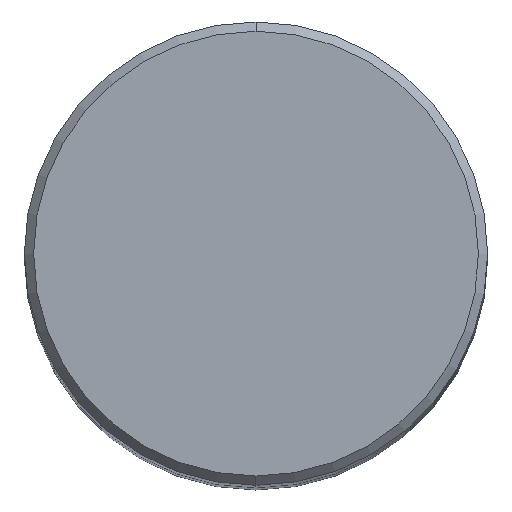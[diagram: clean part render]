
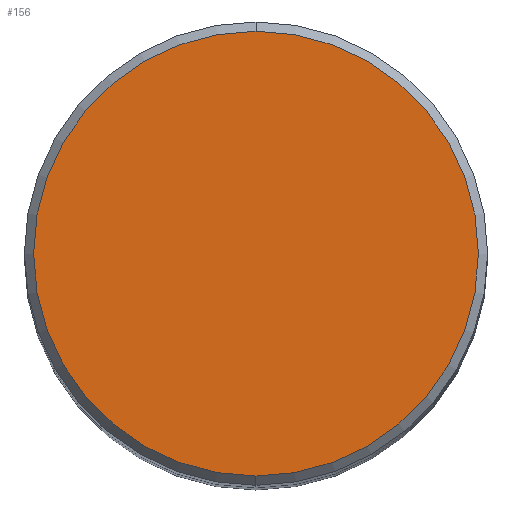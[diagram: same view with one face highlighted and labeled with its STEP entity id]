
A CAD part, top view. The second image highlights one B-rep face of the part: STEP entity #156.
In plain terms, the highlighted planar face has unit normal (0, 0, 1).
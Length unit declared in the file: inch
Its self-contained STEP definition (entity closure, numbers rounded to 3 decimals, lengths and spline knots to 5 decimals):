
#21 = AXIS2_PLACEMENT_3D ( 'NONE', #80, #306, #43 ) ;
#36 = EDGE_LOOP ( 'NONE', ( #394, #204 ) ) ;
#43 = DIRECTION ( 'NONE',  ( 0., 1., 0. ) ) ;
#69 = CARTESIAN_POINT ( 'NONE',  ( 0., 0.48, 0. ) ) ;
#80 = CARTESIAN_POINT ( 'NONE',  ( 0., 0.48, 0. ) ) ;
#84 = CIRCLE ( 'NONE', #189, 0.48 ) ;
#107 = DIRECTION ( 'NONE',  ( 0., 0., 1. ) ) ;
#130 = AXIS2_PLACEMENT_3D ( 'NONE', #400, #107, #392 ) ;
#156 = ADVANCED_FACE ( 'NONE', ( #336 ), #238, .F. ) ;
#158 = VERTEX_POINT ( 'NONE', #169 ) ;
#160 = DIRECTION ( 'NONE',  ( 0., -1., 0. ) ) ;
#169 = CARTESIAN_POINT ( 'NONE',  ( 0., -0.48, 0. ) ) ;
#189 = AXIS2_PLACEMENT_3D ( 'NONE', #413, #224, #160 ) ;
#204 = ORIENTED_EDGE ( 'NONE', *, *, #407, .T. ) ;
#224 = DIRECTION ( 'NONE',  ( 0., 0., 1. ) ) ;
#233 = CIRCLE ( 'NONE', #130, 0.48 ) ;
#238 = PLANE ( 'NONE',  #21 ) ;
#306 = DIRECTION ( 'NONE',  ( 0., 0., -1. ) ) ;
#309 = EDGE_CURVE ( 'NONE', #389, #158, #84, .T. ) ;
#336 = FACE_OUTER_BOUND ( 'NONE', #36, .T. ) ;
#389 = VERTEX_POINT ( 'NONE', #69 ) ;
#392 = DIRECTION ( 'NONE',  ( 0., -1., 0. ) ) ;
#394 = ORIENTED_EDGE ( 'NONE', *, *, #309, .T. ) ;
#400 = CARTESIAN_POINT ( 'NONE',  ( 0., 0., 0. ) ) ;
#407 = EDGE_CURVE ( 'NONE', #158, #389, #233, .T. ) ;
#413 = CARTESIAN_POINT ( 'NONE',  ( 0., 0., 0. ) ) ;
